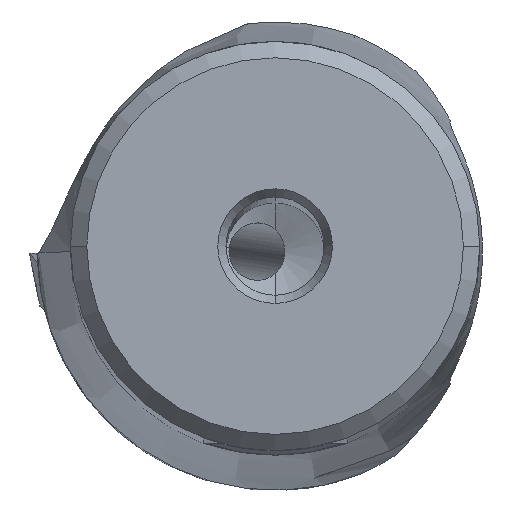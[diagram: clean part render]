
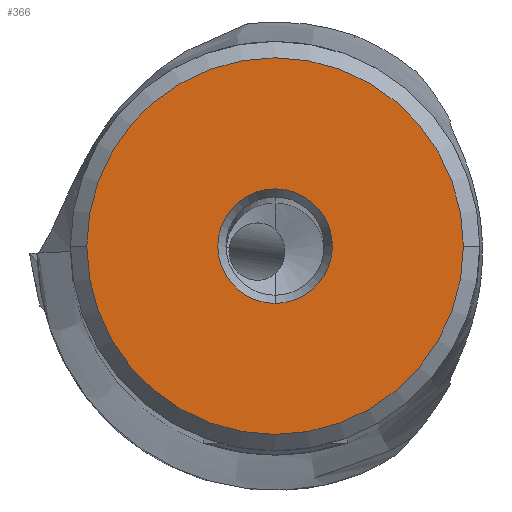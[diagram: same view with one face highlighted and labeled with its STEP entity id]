
A CAD part, top view. The second image highlights one B-rep face of the part: STEP entity #366.
In plain terms, the highlighted planar face has unit normal (0, 0, 1).
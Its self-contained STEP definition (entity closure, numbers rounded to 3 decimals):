
#366=ADVANCED_FACE('',(#528,#529),#485,.T.);
#485=PLANE('',#2515);
#528=FACE_BOUND('',#552,.T.);
#529=FACE_BOUND('',#553,.T.);
#552=EDGE_LOOP('',(#744,#745,#746,#747));
#553=EDGE_LOOP('',(#748,#749));
#744=ORIENTED_EDGE('',*,*,#1641,.F.);
#745=ORIENTED_EDGE('',*,*,#1642,.F.);
#746=ORIENTED_EDGE('',*,*,#1643,.F.);
#747=ORIENTED_EDGE('',*,*,#1644,.F.);
#748=ORIENTED_EDGE('',*,*,#1645,.F.);
#749=ORIENTED_EDGE('',*,*,#1646,.F.);
#1398=VERTEX_POINT('',#3580);
#1399=VERTEX_POINT('',#3581);
#1400=VERTEX_POINT('',#3583);
#1401=VERTEX_POINT('',#3585);
#1402=VERTEX_POINT('',#3588);
#1403=VERTEX_POINT('',#3589);
#1641=EDGE_CURVE('',#1398,#1399,#1977,.T.);
#1642=EDGE_CURVE('',#1400,#1398,#1978,.T.);
#1643=EDGE_CURVE('',#1401,#1400,#1979,.T.);
#1644=EDGE_CURVE('',#1399,#1401,#1980,.T.);
#1645=EDGE_CURVE('',#1402,#1403,#1981,.T.);
#1646=EDGE_CURVE('',#1403,#1402,#1982,.T.);
#1977=CIRCLE('',#2509,11.5);
#1978=CIRCLE('',#2510,11.5);
#1979=CIRCLE('',#2511,11.5);
#1980=CIRCLE('',#2512,11.5);
#1981=CIRCLE('',#2513,3.5);
#1982=CIRCLE('',#2514,3.5);
#2509=AXIS2_PLACEMENT_3D('',#3579,#2875,#2876);
#2510=AXIS2_PLACEMENT_3D('',#3582,#2877,#2878);
#2511=AXIS2_PLACEMENT_3D('',#3584,#2879,#2880);
#2512=AXIS2_PLACEMENT_3D('',#3586,#2881,#2882);
#2513=AXIS2_PLACEMENT_3D('',#3587,#2883,#2884);
#2514=AXIS2_PLACEMENT_3D('',#3590,#2885,#2886);
#2515=AXIS2_PLACEMENT_3D('',#3591,#2887,#2888);
#2875=DIRECTION('',(0.,0.,-1.));
#2876=DIRECTION('',(0.,1.,0.));
#2877=DIRECTION('',(0.,0.,-1.));
#2878=DIRECTION('',(-1.,0.,0.));
#2879=DIRECTION('',(0.,0.,-1.));
#2880=DIRECTION('',(0.,-1.,0.));
#2881=DIRECTION('',(0.,0.,-1.));
#2882=DIRECTION('',(1.,0.,0.));
#2883=DIRECTION('',(0.,0.,1.));
#2884=DIRECTION('',(0.,-1.,0.));
#2885=DIRECTION('',(0.,0.,1.));
#2886=DIRECTION('',(0.,1.,0.));
#2887=DIRECTION('',(0.,0.,1.));
#2888=DIRECTION('',(1.,0.,0.));
#3579=CARTESIAN_POINT('',(0.,0.,0.));
#3580=CARTESIAN_POINT('',(0.,11.5,0.));
#3581=CARTESIAN_POINT('',(11.5,0.,0.));
#3582=CARTESIAN_POINT('',(0.,0.,0.));
#3583=CARTESIAN_POINT('',(-11.5,0.,0.));
#3584=CARTESIAN_POINT('',(0.,0.,0.));
#3585=CARTESIAN_POINT('',(0.,-11.5,0.));
#3586=CARTESIAN_POINT('',(0.,0.,0.));
#3587=CARTESIAN_POINT('',(0.,0.,0.));
#3588=CARTESIAN_POINT('',(0.,-3.5,0.));
#3589=CARTESIAN_POINT('',(0.,3.5,0.));
#3590=CARTESIAN_POINT('',(0.,0.,0.));
#3591=CARTESIAN_POINT('',(0.,0.,0.));
